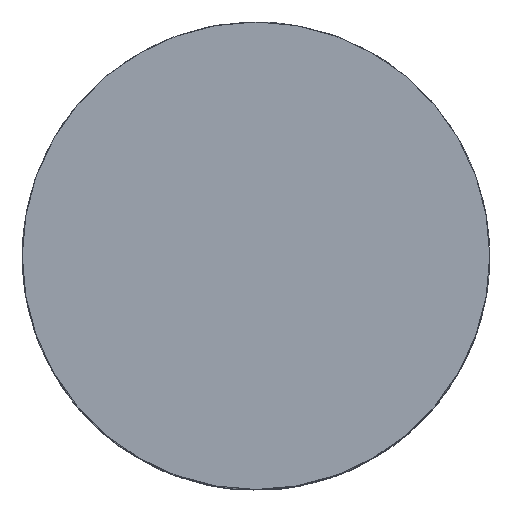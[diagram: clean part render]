
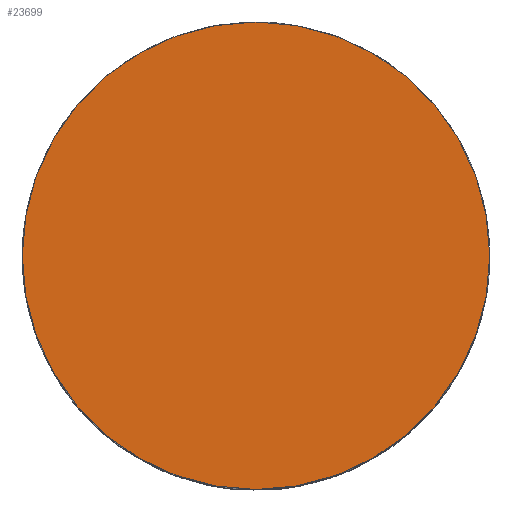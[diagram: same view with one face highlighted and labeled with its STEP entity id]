
A CAD part, top view. The second image highlights one B-rep face of the part: STEP entity #23699.
In plain terms, the highlighted planar face has unit normal (0, 0, 1).
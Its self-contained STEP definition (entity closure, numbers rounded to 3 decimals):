
#32 = CYLINDRICAL_SURFACE('',#33,30.);
#33 = AXIS2_PLACEMENT_3D('',#34,#35,#36);
#34 = CARTESIAN_POINT('',(0.,0.,0.));
#35 = DIRECTION('',(-0.,-0.,-1.));
#36 = DIRECTION('',(1.,0.,0.));
#18315 = VERTEX_POINT('',#18316);
#18316 = CARTESIAN_POINT('',(30.,0.,70.));
#18337 = EDGE_CURVE('',#18315,#18315,#18338,.T.);
#18338 = SURFACE_CURVE('',#18339,(#18344,#18351),.PCURVE_S1.);
#18339 = CIRCLE('',#18340,30.);
#18340 = AXIS2_PLACEMENT_3D('',#18341,#18342,#18343);
#18341 = CARTESIAN_POINT('',(0.,0.,70.));
#18342 = DIRECTION('',(0.,0.,1.));
#18343 = DIRECTION('',(1.,0.,0.));
#18344 = PCURVE('',#32,#18345);
#18345 = DEFINITIONAL_REPRESENTATION('',(#18346),#18350);
#18346 = LINE('',#18347,#18348);
#18347 = CARTESIAN_POINT('',(-0.,-70.));
#18348 = VECTOR('',#18349,1.);
#18349 = DIRECTION('',(-1.,0.));
#18350 = ( GEOMETRIC_REPRESENTATION_CONTEXT(2) 
PARAMETRIC_REPRESENTATION_CONTEXT() REPRESENTATION_CONTEXT('2D SPACE',''
  ) );
#18351 = PCURVE('',#18352,#18357);
#18352 = PLANE('',#18353);
#18353 = AXIS2_PLACEMENT_3D('',#18354,#18355,#18356);
#18354 = CARTESIAN_POINT('',(0.,0.,70.));
#18355 = DIRECTION('',(0.,0.,1.));
#18356 = DIRECTION('',(1.,0.,0.));
#18357 = DEFINITIONAL_REPRESENTATION('',(#18358),#18362);
#18358 = CIRCLE('',#18359,30.);
#18359 = AXIS2_PLACEMENT_2D('',#18360,#18361);
#18360 = CARTESIAN_POINT('',(0.,0.));
#18361 = DIRECTION('',(1.,0.));
#18362 = ( GEOMETRIC_REPRESENTATION_CONTEXT(2) 
PARAMETRIC_REPRESENTATION_CONTEXT() REPRESENTATION_CONTEXT('2D SPACE',''
  ) );
#23699 = ADVANCED_FACE('',(#23700),#18352,.T.);
#23700 = FACE_BOUND('',#23701,.F.);
#23701 = EDGE_LOOP('',(#23702));
#23702 = ORIENTED_EDGE('',*,*,#18337,.F.);
